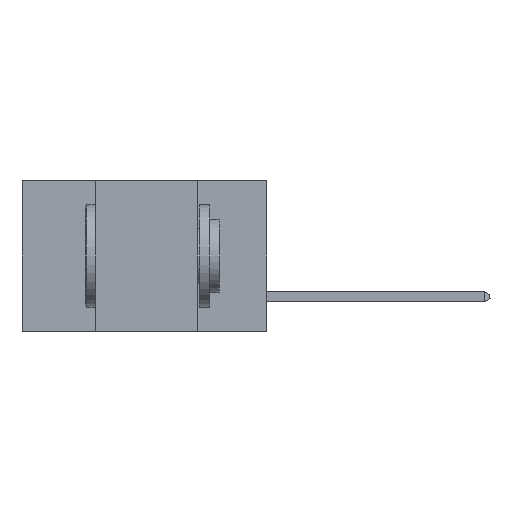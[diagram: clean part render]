
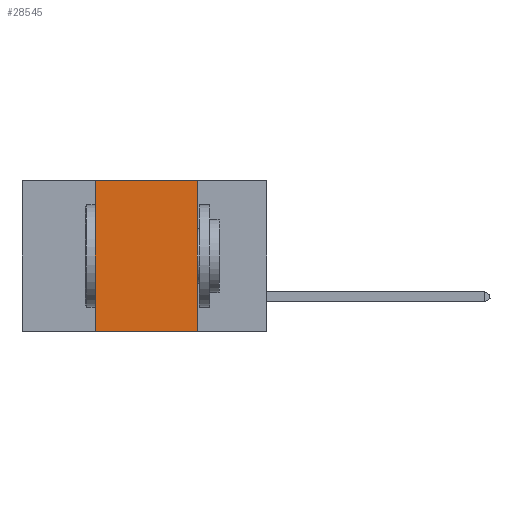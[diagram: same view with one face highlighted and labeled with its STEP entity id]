
A CAD part, left-side view. The second image highlights one B-rep face of the part: STEP entity #28545.
In plain terms, the highlighted planar face has unit normal (-1, 0, 0).
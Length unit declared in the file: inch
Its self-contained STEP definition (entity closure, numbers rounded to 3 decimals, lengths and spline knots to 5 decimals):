
#1990 = CARTESIAN_POINT ( 'NONE',  ( 0., 0.6, 0. ) ) ;
#2210 = ORIENTED_EDGE ( 'NONE', *, *, #6585, .F. ) ;
#3299 = DIRECTION ( 'NONE',  ( 0., -1., 0. ) ) ;
#4379 = CARTESIAN_POINT ( 'NONE',  ( 0., 0.42, -0.37 ) ) ;
#6585 = EDGE_CURVE ( 'NONE', #13175, #27499, #15033, .T. ) ;
#7291 = LINE ( 'NONE', #27496, #17264 ) ;
#8491 = VECTOR ( 'NONE', #25486, 39.37008 ) ;
#8756 = ORIENTED_EDGE ( 'NONE', *, *, #18664, .T. ) ;
#9525 = LINE ( 'NONE', #27635, #22589 ) ;
#10225 = VERTEX_POINT ( 'NONE', #17191 ) ;
#10615 = DIRECTION ( 'NONE',  ( 0., 0., -1. ) ) ;
#10744 = DIRECTION ( 'NONE',  ( 0., -1., 0. ) ) ;
#12017 = VERTEX_POINT ( 'NONE', #20875 ) ;
#13175 = VERTEX_POINT ( 'NONE', #4379 ) ;
#13309 = FACE_OUTER_BOUND ( 'NONE', #31367, .T. ) ;
#14301 = PLANE ( 'NONE',  #26899 ) ;
#14474 = VECTOR ( 'NONE', #10615, 39.37008 ) ;
#15033 = LINE ( 'NONE', #20564, #8491 ) ;
#17191 = CARTESIAN_POINT ( 'NONE',  ( 0., 0.17, 0. ) ) ;
#17264 = VECTOR ( 'NONE', #10744, 39.37008 ) ;
#18664 = EDGE_CURVE ( 'NONE', #13175, #12017, #7291, .T. ) ;
#19787 = EDGE_CURVE ( 'NONE', #27499, #10225, #9525, .T. ) ;
#20564 = CARTESIAN_POINT ( 'NONE',  ( 0., 0.42, 0. ) ) ;
#20729 = ORIENTED_EDGE ( 'NONE', *, *, #28310, .F. ) ;
#20875 = CARTESIAN_POINT ( 'NONE',  ( 0., 0.17, -0.37 ) ) ;
#21295 = DIRECTION ( 'NONE',  ( 1., 0., 0. ) ) ;
#22586 = LINE ( 'NONE', #22838, #14474 ) ;
#22589 = VECTOR ( 'NONE', #3299, 39.37008 ) ;
#22838 = CARTESIAN_POINT ( 'NONE',  ( 0., 0.17, 0. ) ) ;
#24108 = DIRECTION ( 'NONE',  ( 0., 0., -1. ) ) ;
#25486 = DIRECTION ( 'NONE',  ( 0., 0., 1. ) ) ;
#26899 = AXIS2_PLACEMENT_3D ( 'NONE', #1990, #21295, #24108 ) ;
#27055 = CARTESIAN_POINT ( 'NONE',  ( 0., 0.42, 0. ) ) ;
#27496 = CARTESIAN_POINT ( 'NONE',  ( 0., 0.6, -0.37 ) ) ;
#27499 = VERTEX_POINT ( 'NONE', #27055 ) ;
#27635 = CARTESIAN_POINT ( 'NONE',  ( 0., 0.6, 0. ) ) ;
#28310 = EDGE_CURVE ( 'NONE', #10225, #12017, #22586, .T. ) ;
#28545 = ADVANCED_FACE ( 'NONE', ( #13309 ), #14301, .F. ) ;
#29214 = ORIENTED_EDGE ( 'NONE', *, *, #19787, .F. ) ;
#31367 = EDGE_LOOP ( 'NONE', ( #20729, #29214, #2210, #8756 ) ) ;
